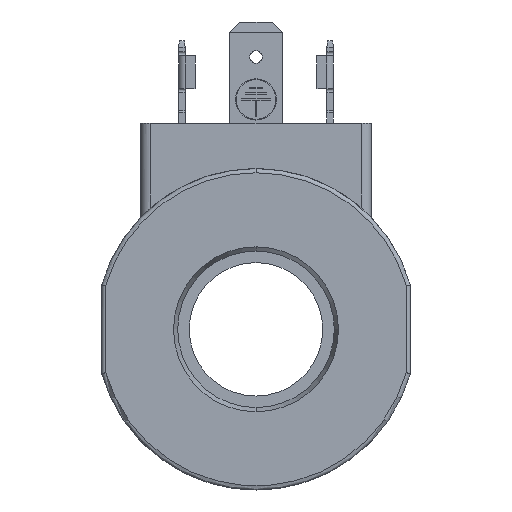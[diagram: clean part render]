
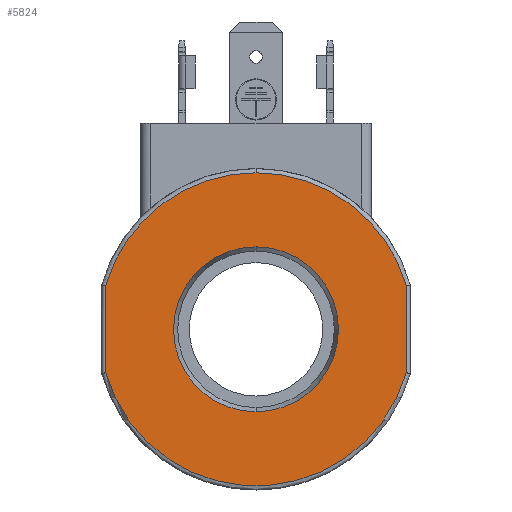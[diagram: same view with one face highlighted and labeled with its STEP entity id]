
A CAD part, front view. The second image highlights one B-rep face of the part: STEP entity #5824.
In plain terms, the highlighted planar face has unit normal (0, -1, 0).
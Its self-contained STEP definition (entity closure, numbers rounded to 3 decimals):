
#69 = CARTESIAN_POINT ( 'NONE',  ( 0., 0., 0. ) ) ;
#79 = EDGE_CURVE ( 'NONE', #3541, #1167, #3796, .T. ) ;
#152 = DIRECTION ( 'NONE',  ( 0., 0., -1. ) ) ;
#339 = DIRECTION ( 'NONE',  ( 0., -1., 0. ) ) ;
#394 = ORIENTED_EDGE ( 'NONE', *, *, #79, .F. ) ;
#557 = EDGE_CURVE ( 'NONE', #5557, #4293, #5139, .T. ) ;
#594 = ORIENTED_EDGE ( 'NONE', *, *, #3887, .T. ) ;
#703 = ORIENTED_EDGE ( 'NONE', *, *, #2820, .F. ) ;
#753 = LINE ( 'NONE', #6517, #2835 ) ;
#864 = ORIENTED_EDGE ( 'NONE', *, *, #1547, .T. ) ;
#872 = DIRECTION ( 'NONE',  ( 0., 0., 1. ) ) ;
#913 = CARTESIAN_POINT ( 'NONE',  ( 18.25, 0., -5.286 ) ) ;
#1072 = CARTESIAN_POINT ( 'NONE',  ( 0., 0., 0. ) ) ;
#1167 = VERTEX_POINT ( 'NONE', #4300 ) ;
#1200 = VECTOR ( 'NONE', #3032, 1000. ) ;
#1412 = DIRECTION ( 'NONE',  ( 0., -1., 0. ) ) ;
#1477 = CARTESIAN_POINT ( 'NONE',  ( 0., 0., 0. ) ) ;
#1547 = EDGE_CURVE ( 'NONE', #4198, #5557, #4368, .T. ) ;
#1564 = EDGE_CURVE ( 'NONE', #4293, #5283, #5937, .T. ) ;
#1614 = DIRECTION ( 'NONE',  ( 0., 0., 1. ) ) ;
#1917 = DIRECTION ( 'NONE',  ( 0., 0., 1. ) ) ;
#2064 = CARTESIAN_POINT ( 'NONE',  ( 0., 0., 0. ) ) ;
#2079 = AXIS2_PLACEMENT_3D ( 'NONE', #69, #6339, #1614 ) ;
#2243 = FACE_OUTER_BOUND ( 'NONE', #2703, .T. ) ;
#2306 = VERTEX_POINT ( 'NONE', #4874 ) ;
#2416 = AXIS2_PLACEMENT_3D ( 'NONE', #5644, #1412, #1917 ) ;
#2460 = CARTESIAN_POINT ( 'NONE',  ( 0., 0., -10.01 ) ) ;
#2523 = DIRECTION ( 'NONE',  ( 0., 0., 1. ) ) ;
#2703 = EDGE_LOOP ( 'NONE', ( #5536, #6863, #594, #5079, #864 ) ) ;
#2820 = EDGE_CURVE ( 'NONE', #1167, #3541, #3836, .T. ) ;
#2835 = VECTOR ( 'NONE', #152, 1000. ) ;
#3032 = DIRECTION ( 'NONE',  ( 0., 0., 1. ) ) ;
#3056 = CARTESIAN_POINT ( 'NONE',  ( 18.25, 0., 0. ) ) ;
#3250 = DIRECTION ( 'NONE',  ( 0., 0., 1. ) ) ;
#3541 = VERTEX_POINT ( 'NONE', #2460 ) ;
#3608 = DIRECTION ( 'NONE',  ( 0., -1., 0. ) ) ;
#3796 = CIRCLE ( 'NONE', #4596, 10.01 ) ;
#3836 = CIRCLE ( 'NONE', #5217, 10.01 ) ;
#3887 = EDGE_CURVE ( 'NONE', #5283, #2306, #753, .T. ) ;
#4198 = VERTEX_POINT ( 'NONE', #913 ) ;
#4215 = PLANE ( 'NONE',  #2079 ) ;
#4293 = VERTEX_POINT ( 'NONE', #5236 ) ;
#4300 = CARTESIAN_POINT ( 'NONE',  ( 0., 0., 10.01 ) ) ;
#4335 = EDGE_LOOP ( 'NONE', ( #394, #703 ) ) ;
#4368 = LINE ( 'NONE', #3056, #1200 ) ;
#4464 = AXIS2_PLACEMENT_3D ( 'NONE', #1477, #339, #872 ) ;
#4596 = AXIS2_PLACEMENT_3D ( 'NONE', #2064, #3608, #2523 ) ;
#4658 = CARTESIAN_POINT ( 'NONE',  ( 18.25, 0., 5.286 ) ) ;
#4874 = CARTESIAN_POINT ( 'NONE',  ( -18.25, 0., -5.286 ) ) ;
#4898 = CIRCLE ( 'NONE', #2416, 19. ) ;
#4917 = CARTESIAN_POINT ( 'NONE',  ( 0., 0., 0. ) ) ;
#5079 = ORIENTED_EDGE ( 'NONE', *, *, #6260, .T. ) ;
#5139 = CIRCLE ( 'NONE', #4464, 19. ) ;
#5217 = AXIS2_PLACEMENT_3D ( 'NONE', #4917, #6403, #3250 ) ;
#5236 = CARTESIAN_POINT ( 'NONE',  ( 0., 0., 19. ) ) ;
#5283 = VERTEX_POINT ( 'NONE', #6378 ) ;
#5536 = ORIENTED_EDGE ( 'NONE', *, *, #557, .T. ) ;
#5557 = VERTEX_POINT ( 'NONE', #4658 ) ;
#5644 = CARTESIAN_POINT ( 'NONE',  ( 0., 0., 0. ) ) ;
#5824 = ADVANCED_FACE ( 'NONE', ( #2243, #5825 ), #4215, .F. ) ;
#5825 = FACE_BOUND ( 'NONE', #4335, .T. ) ;
#5937 = CIRCLE ( 'NONE', #6340, 19. ) ;
#6260 = EDGE_CURVE ( 'NONE', #2306, #4198, #4898, .T. ) ;
#6332 = DIRECTION ( 'NONE',  ( 0., -1., 0. ) ) ;
#6339 = DIRECTION ( 'NONE',  ( 0., 1., 0. ) ) ;
#6340 = AXIS2_PLACEMENT_3D ( 'NONE', #1072, #6332, #6379 ) ;
#6378 = CARTESIAN_POINT ( 'NONE',  ( -18.25, 0., 5.286 ) ) ;
#6379 = DIRECTION ( 'NONE',  ( 0., 0., 1. ) ) ;
#6403 = DIRECTION ( 'NONE',  ( 0., -1., 0. ) ) ;
#6517 = CARTESIAN_POINT ( 'NONE',  ( -18.25, 0., 0. ) ) ;
#6863 = ORIENTED_EDGE ( 'NONE', *, *, #1564, .T. ) ;
